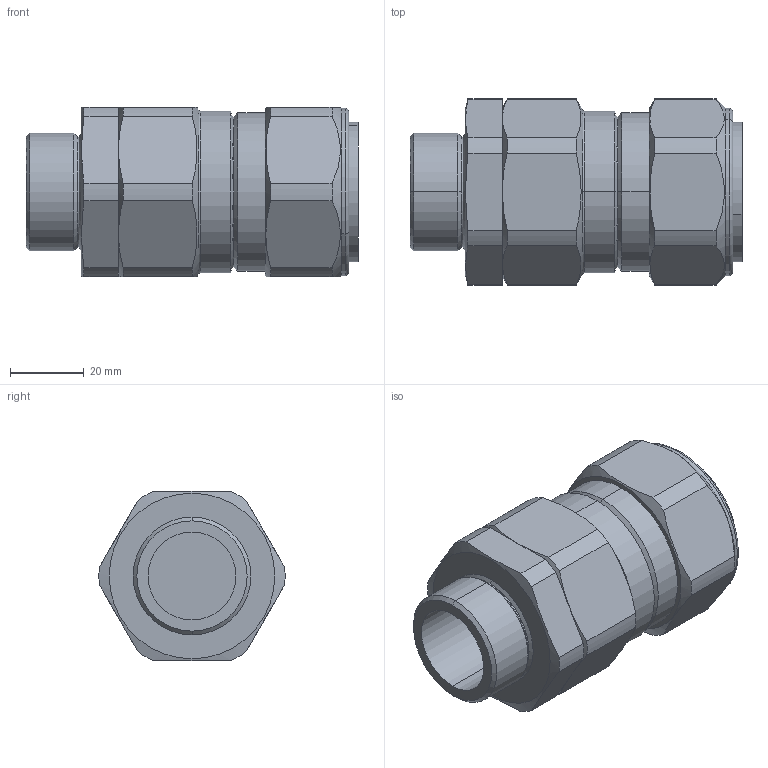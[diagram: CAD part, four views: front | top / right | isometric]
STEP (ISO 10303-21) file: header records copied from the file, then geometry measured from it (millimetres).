
FILE_DESCRIPTION (( 'STEP AP203' ), '1' );
FILE_NAME ('32PX2K%1RA.STEP', '2021-05-11T13:25:35', ( '' ), ( '' ), 'SwSTEP 2.0', 'SolidWorks 2017', '' );
FILE_SCHEMA (( 'CONFIG_CONTROL_DESIGN' ));
Length unit declared in the file: millimetre
Products named in the file (1): 32PX2K%1RA
Bounding box: 90.25 x 50.58 x 46 mm (x, y, z)
Volume: 78945.2 mm3; surface area: 24573 mm2
Topology: 1 solids, 1 shells, 108 faces, 250 edges, 152 vertices
Faces by surface type: cylinder 38, plane 34, cone 30, torus 6
Entity records: 3413 total; most frequent: CARTESIAN_POINT 875, DIRECTION 538, ORIENTED_EDGE 500, EDGE_CURVE 250, AXIS2_PLACEMENT_3D 223, VERTEX_POINT 152, EDGE_LOOP 118, CIRCLE 114
